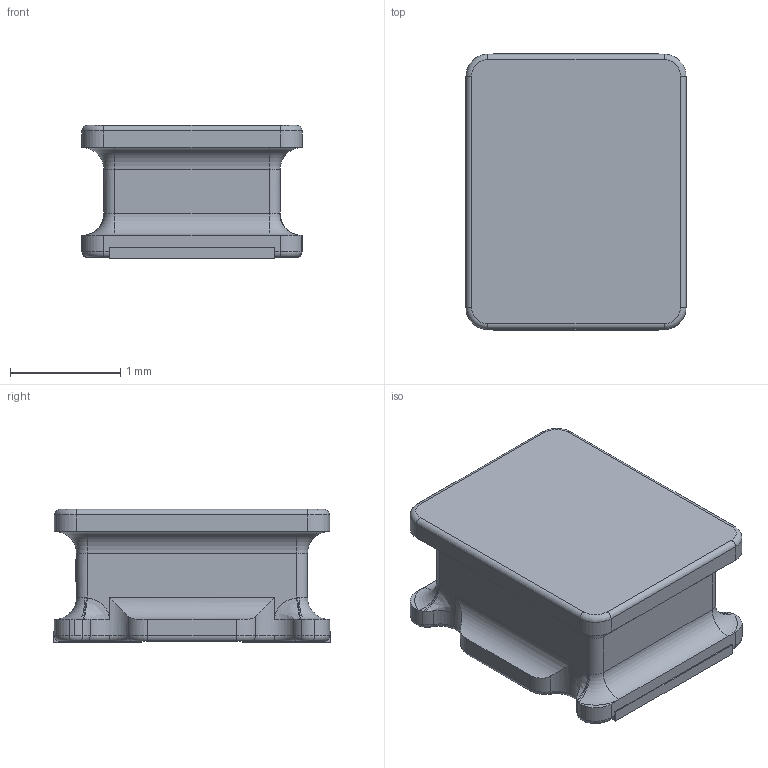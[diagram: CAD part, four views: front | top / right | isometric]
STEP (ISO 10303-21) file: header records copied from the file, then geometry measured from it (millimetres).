
FILE_DESCRIPTION (( 'STEP AP214' ), '1' );
FILE_NAME ('IND-SMD_L2.5-W2.0-H1.2-252012.step', '2022-07-08T23:53:02', ( '' ), ( '' ), 'SwSTEP 2.0', 'SolidWorks 2020', '' );
FILE_SCHEMA (( 'AUTOMOTIVE_DESIGN' ));
Length unit declared in the file: millimetre
Products named in the file (1): IND-SMD_L2.5-W2.0-H1.2-252012
Bounding box: 2 x 2.52 x 1.21 mm (x, y, z)
Volume: 4.8 mm3; surface area: 20.8 mm2
Topology: 1 solids, 1 shells, 419 faces, 1096 edges, 705 vertices
Faces by surface type: plane 209, bspline 124, cylinder 50, torus 36
Entity records: 18760 total; most frequent: CARTESIAN_POINT 4557, ORIENTED_EDGE 2192, DIRECTION 1611, EDGE_CURVE 1096, VERTEX_POINT 705, VECTOR 677, LINE 677, AXIS2_PLACEMENT_3D 467
